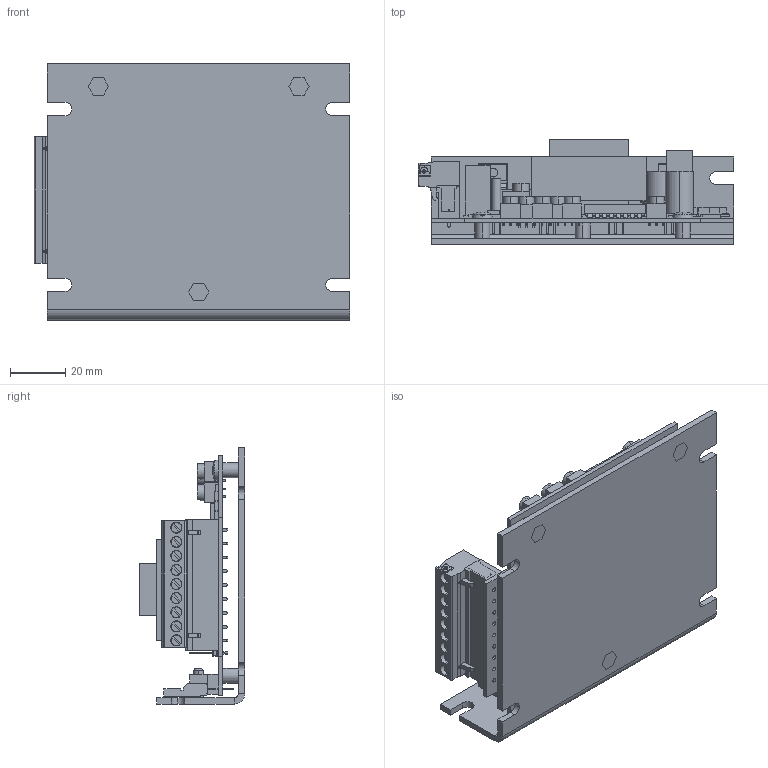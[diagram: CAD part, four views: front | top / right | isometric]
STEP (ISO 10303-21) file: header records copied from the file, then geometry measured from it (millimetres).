
FILE_DESCRIPTION (( 'STEP AP203' ), '1' );
FILE_NAME ('INFM0038.STEP', '2014-08-28T19:53:05', ( 'Sustem Administrator' ), ( 'Bodine Electric Company' ), 'SwSTEP 2.0', 'SolidWorks 2013', '' );
FILE_SCHEMA (( 'CONFIG_CONTROL_DESIGN' ));
Length unit declared in the file: inch
Products named in the file (7): 43401001_43401001; 54128616_54128616; 54100119_54100119; 45200183_45200183; INFM0038; 43400148_43400148; 431AZ002_431AZ002
Assembly tree (9 placements, depth 2):
  INFM0038
    43400148_43400148
    431AZ002_431AZ002
    43401001_43401001  x2
    54128616_54128616  x2
    54100119_54100119  x2
    45200183_45200183
Bounding box: 114.03 x 38.13 x 92.46 mm (x, y, z)
Volume: 104669.4 mm3; surface area: 81445.6 mm2
Topology: 150 solids, 150 shells, 3508 faces, 8774 edges, 5733 vertices
Faces by surface type: plane 2497, cylinder 884, bspline 78, cone 41, sphere 8
Entity records: 108173 total; most frequent: CARTESIAN_POINT 22573, ORIENTED_EDGE 17348, DIRECTION 17082, EDGE_CURVE 8674, VECTOR 6474, LINE 6474, VERTEX_POINT 5679, AXIS2_PLACEMENT_3D 5304
